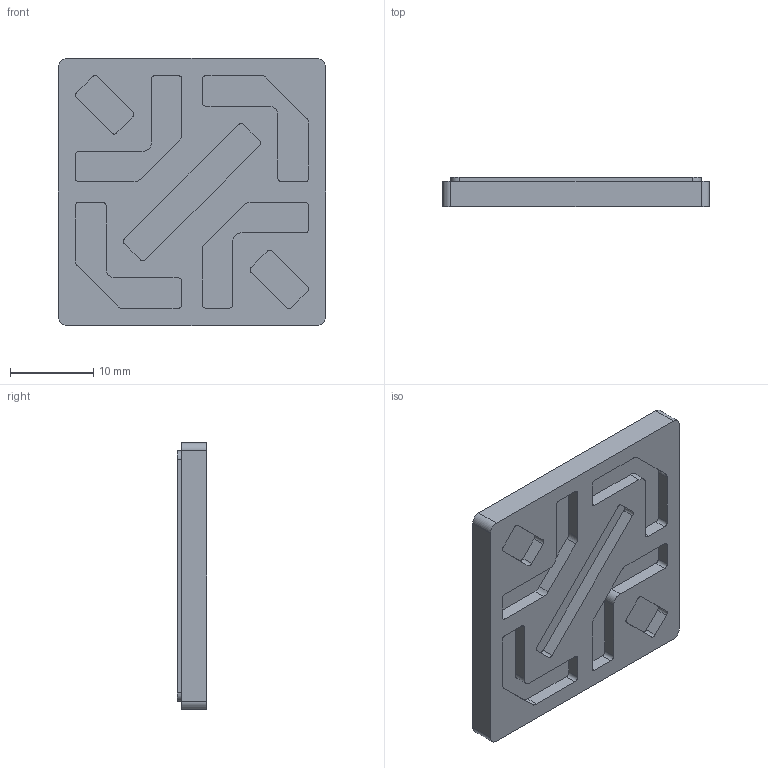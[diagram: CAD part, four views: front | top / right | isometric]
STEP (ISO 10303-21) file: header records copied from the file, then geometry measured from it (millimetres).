
FILE_DESCRIPTION (( 'STEP AP214' ), '1' );
FILE_NAME ('sensor array with silicone backing.STEP', '2023-10-30T08:38:45', ( '' ), ( '' ), 'SwSTEP 2.0', 'SolidWorks 2021', '' );
FILE_SCHEMA (( 'AUTOMOTIVE_DESIGN' ));
Length unit declared in the file: millimetre
Products named in the file (3): Sensor arry V8_Moritz; Silicone body V8_Moritz; sensor array with silicone backing
Assembly tree (2 placements, depth 2):
  sensor array with silicone backing
    Silicone body V8_Moritz
    Sensor arry V8_Moritz
Bounding box: 32 x 3.5 x 32 mm (x, y, z)
Volume: 2931 mm3; surface area: 4682.2 mm2
Topology: 2 solids, 2 shells, 171 faces, 480 edges, 320 vertices
Faces by surface type: plane 123, bspline 40, cylinder 8
Entity records: 5835 total; most frequent: CARTESIAN_POINT 1496, ORIENTED_EDGE 960, DIRECTION 688, EDGE_CURVE 480, LINE 384, VECTOR 384, VERTEX_POINT 320, EDGE_LOOP 210
